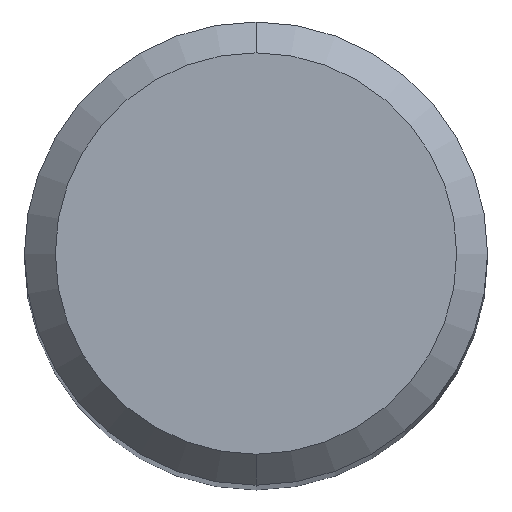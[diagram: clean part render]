
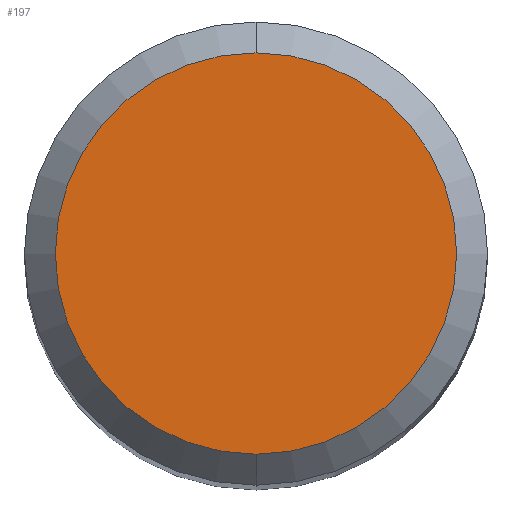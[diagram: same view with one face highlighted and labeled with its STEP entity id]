
A CAD part, top view. The second image highlights one B-rep face of the part: STEP entity #197.
In plain terms, the highlighted planar face has unit normal (0, 0, 1).
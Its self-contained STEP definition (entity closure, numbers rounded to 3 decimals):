
#197=ADVANCED_FACE('',(#507),#508,.T.);
#291=VERTEX_POINT('',#612);
#399=VERTEX_POINT('',#731);
#445=EDGE_CURVE('',#399,#291,#781,.T.);
#463=EDGE_CURVE('',#291,#399,#800,.T.);
#507=FACE_OUTER_BOUND('',#871,.T.);
#508=PLANE('',#872);
#612=CARTESIAN_POINT('',(0.0,2.6,0.0));
#731=CARTESIAN_POINT('',(0.,-2.6,0.0));
#781=CIRCLE('',#1390,2.6);
#800=CIRCLE('',#1443,2.6);
#871=EDGE_LOOP('',(#1480,#1481));
#872=AXIS2_PLACEMENT_3D('',#1482,#1483,#1484);
#1390=AXIS2_PLACEMENT_3D('',#1783,#1784,#1785);
#1443=AXIS2_PLACEMENT_3D('',#1802,#1803,#1804);
#1480=ORIENTED_EDGE('',*,*,#463,.F.);
#1481=ORIENTED_EDGE('',*,*,#445,.F.);
#1482=CARTESIAN_POINT('',(0.0,1.3,0.0));
#1483=DIRECTION('',(-0.0,0.0,1.0));
#1484=DIRECTION('',(0.0,-1.0,0.0));
#1783=CARTESIAN_POINT('',(0.0,0.0,0.0));
#1784=DIRECTION('',(0.0,0.0,-1.0));
#1785=DIRECTION('',(0.0,1.0,0.0));
#1802=CARTESIAN_POINT('',(0.0,0.0,0.0));
#1803=DIRECTION('',(0.0,0.0,-1.0));
#1804=DIRECTION('',(0.0,1.0,0.0));
